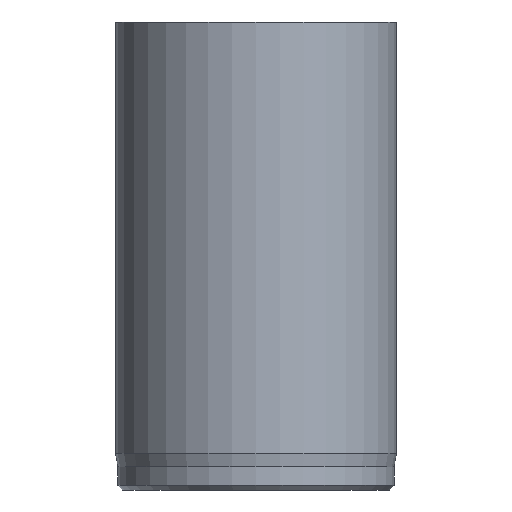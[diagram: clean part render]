
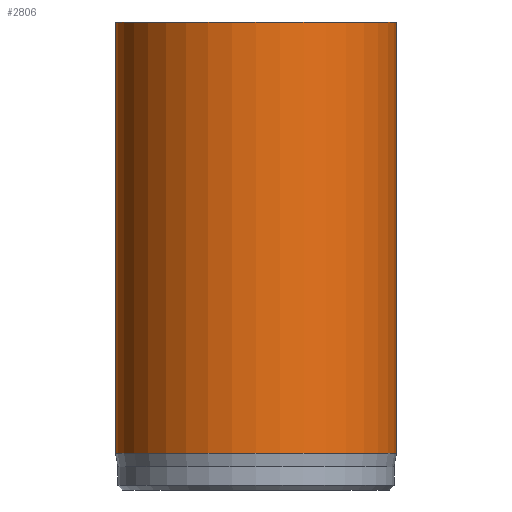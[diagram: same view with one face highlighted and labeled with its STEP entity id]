
A CAD part, front view. The second image highlights one B-rep face of the part: STEP entity #2806.
In plain terms, the highlighted cylindrical face has radius 6 mm (diameter 12 mm), a full revolution.
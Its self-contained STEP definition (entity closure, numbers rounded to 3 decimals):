
#397=CYLINDRICAL_SURFACE('',#2930,6.);
#536=FACE_OUTER_BOUND('',#709,.T.);
#709=EDGE_LOOP('',(#2549,#2550,#2551,#2552,#2553));
#883=LINE('',#5579,#1063);
#1063=VECTOR('',#3218,6.);
#1098=CIRCLE('',#2914,6.);
#1104=CIRCLE('',#2928,6.);
#1105=CIRCLE('',#2929,6.);
#1363=VERTEX_POINT('',#5550);
#1369=VERTEX_POINT('',#5573);
#1370=VERTEX_POINT('',#5574);
#1760=EDGE_CURVE('',#1363,#1363,#1098,.T.);
#1769=EDGE_CURVE('',#1369,#1370,#1104,.T.);
#1770=EDGE_CURVE('',#1370,#1369,#1105,.T.);
#1772=EDGE_CURVE('',#1363,#1369,#883,.T.);
#2549=ORIENTED_EDGE('',*,*,#1760,.T.);
#2550=ORIENTED_EDGE('',*,*,#1772,.T.);
#2551=ORIENTED_EDGE('',*,*,#1769,.T.);
#2552=ORIENTED_EDGE('',*,*,#1770,.T.);
#2553=ORIENTED_EDGE('',*,*,#1772,.F.);
#2806=ADVANCED_FACE('',(#536),#397,.T.);
#2914=AXIS2_PLACEMENT_3D('',#5551,#3180,#3181);
#2928=AXIS2_PLACEMENT_3D('',#5575,#3211,#3212);
#2929=AXIS2_PLACEMENT_3D('',#5576,#3213,#3214);
#2930=AXIS2_PLACEMENT_3D('',#5578,#3216,#3217);
#3180=DIRECTION('center_axis',(0.,0.,-1.));
#3181=DIRECTION('ref_axis',(-1.,0.,0.));
#3211=DIRECTION('center_axis',(0.,0.,1.));
#3212=DIRECTION('ref_axis',(-1.,0.,0.));
#3213=DIRECTION('center_axis',(0.,0.,1.));
#3214=DIRECTION('ref_axis',(-1.,0.,0.));
#3216=DIRECTION('center_axis',(0.,0.,1.));
#3217=DIRECTION('ref_axis',(-1.,0.,0.));
#3218=DIRECTION('',(0.,0.,-1.));
#5550=CARTESIAN_POINT('',(6.,0.,20.));
#5551=CARTESIAN_POINT('Origin',(0.,0.,20.));
#5573=CARTESIAN_POINT('',(6.,0.,1.567));
#5574=CARTESIAN_POINT('',(-6.,0.,1.567));
#5575=CARTESIAN_POINT('Origin',(0.,0.,1.567));
#5576=CARTESIAN_POINT('Origin',(0.,0.,1.567));
#5578=CARTESIAN_POINT('Origin',(0.,0.,0.));
#5579=CARTESIAN_POINT('',(6.,0.,0.));
